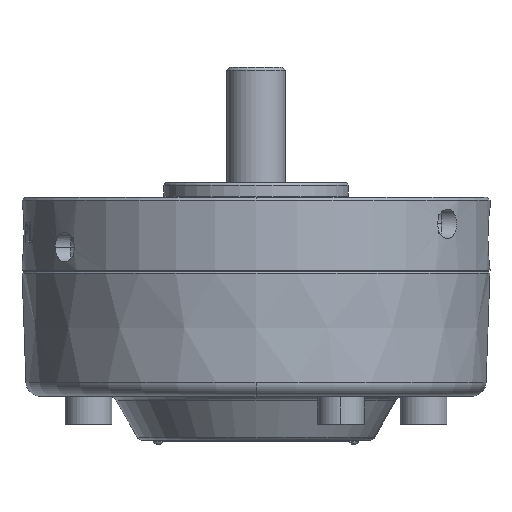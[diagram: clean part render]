
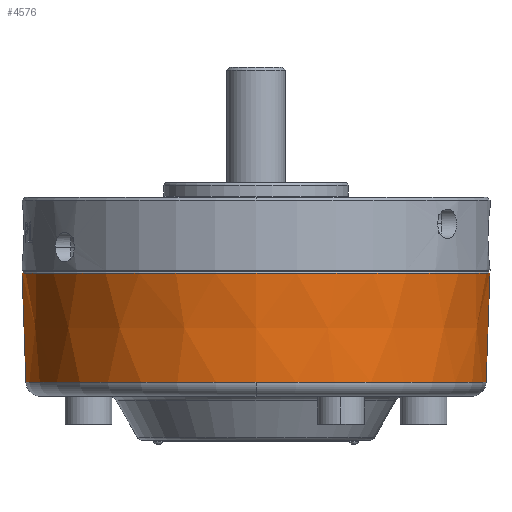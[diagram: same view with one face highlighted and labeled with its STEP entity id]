
A CAD part, front view. The second image highlights one B-rep face of the part: STEP entity #4576.
In plain terms, the highlighted conical face has half-angle 2 degrees and reference radius 79.965 mm.
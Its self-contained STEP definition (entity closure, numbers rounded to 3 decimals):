
#1162 = CARTESIAN_POINT ( 'NONE',  ( 0., 0., -68.174 ) ) ;
#1314 = CARTESIAN_POINT ( 'NONE',  ( 78.667, 0., -68.174 ) ) ;
#1773 = CIRCLE ( 'NONE', #6359, 78.667 ) ;
#2187 = CARTESIAN_POINT ( 'NONE',  ( 0., 0., -31. ) ) ;
#2978 = VERTEX_POINT ( 'NONE', #32848 ) ;
#3470 = CARTESIAN_POINT ( 'NONE',  ( -79.965, 0., -31. ) ) ;
#4039 = DIRECTION ( 'NONE',  ( 1., 0., 0. ) ) ;
#4576 = ADVANCED_FACE ( 'NONE', ( #12081 ), #26142, .T. ) ;
#5049 = EDGE_LOOP ( 'NONE', ( #34625, #19496, #28814, #21929, #32074 ) ) ;
#5442 = DIRECTION ( 'NONE',  ( 0.035, 0., 0.999 ) ) ;
#5666 = CARTESIAN_POINT ( 'NONE',  ( -78.667, 0., -68.174 ) ) ;
#6047 = CARTESIAN_POINT ( 'NONE',  ( 79.965, 0., -31. ) ) ;
#6359 = AXIS2_PLACEMENT_3D ( 'NONE', #34878, #19337, #26072 ) ;
#7197 = LINE ( 'NONE', #22740, #29370 ) ;
#9560 = EDGE_CURVE ( 'NONE', #23088, #2978, #31875, .T. ) ;
#10398 = EDGE_CURVE ( 'NONE', #25888, #16929, #31906, .T. ) ;
#12081 = FACE_OUTER_BOUND ( 'NONE', #5049, .T. ) ;
#12270 = CARTESIAN_POINT ( 'NONE',  ( 0., 0., -31. ) ) ;
#13538 = DIRECTION ( 'NONE',  ( -0.035, 0., 0.999 ) ) ;
#14273 = AXIS2_PLACEMENT_3D ( 'NONE', #1162, #25724, #4039 ) ;
#16929 = VERTEX_POINT ( 'NONE', #19088 ) ;
#19088 = CARTESIAN_POINT ( 'NONE',  ( 0., -78.667, -68.174 ) ) ;
#19337 = DIRECTION ( 'NONE',  ( 0., 0., 1. ) ) ;
#19496 = ORIENTED_EDGE ( 'NONE', *, *, #10398, .T. ) ;
#20093 = EDGE_CURVE ( 'NONE', #21573, #2978, #34073, .T. ) ;
#21573 = VERTEX_POINT ( 'NONE', #1314 ) ;
#21872 = EDGE_CURVE ( 'NONE', #25888, #23088, #7197, .T. ) ;
#21929 = ORIENTED_EDGE ( 'NONE', *, *, #20093, .T. ) ;
#22740 = CARTESIAN_POINT ( 'NONE',  ( -79.965, 0., -31. ) ) ;
#23088 = VERTEX_POINT ( 'NONE', #3470 ) ;
#23437 = EDGE_CURVE ( 'NONE', #16929, #21573, #1773, .T. ) ;
#24564 = DIRECTION ( 'NONE',  ( 0., 0., 1. ) ) ;
#25724 = DIRECTION ( 'NONE',  ( 0., 0., 1. ) ) ;
#25888 = VERTEX_POINT ( 'NONE', #5666 ) ;
#26072 = DIRECTION ( 'NONE',  ( 1., 0., 0. ) ) ;
#26142 = CONICAL_SURFACE ( 'NONE', #33316, 79.965, 0.035 ) ;
#28814 = ORIENTED_EDGE ( 'NONE', *, *, #23437, .T. ) ;
#29370 = VECTOR ( 'NONE', #13538, 1000. ) ;
#31875 = CIRCLE ( 'NONE', #39727, 79.965 ) ;
#31906 = CIRCLE ( 'NONE', #14273, 78.667 ) ;
#32074 = ORIENTED_EDGE ( 'NONE', *, *, #9560, .F. ) ;
#32848 = CARTESIAN_POINT ( 'NONE',  ( 79.965, 0., -31. ) ) ;
#33270 = DIRECTION ( 'NONE',  ( -1., 0., 0. ) ) ;
#33316 = AXIS2_PLACEMENT_3D ( 'NONE', #12270, #24564, #37455 ) ;
#34073 = LINE ( 'NONE', #6047, #39081 ) ;
#34625 = ORIENTED_EDGE ( 'NONE', *, *, #21872, .F. ) ;
#34878 = CARTESIAN_POINT ( 'NONE',  ( 0., 0., -68.174 ) ) ;
#36155 = DIRECTION ( 'NONE',  ( 0., 0., 1. ) ) ;
#37455 = DIRECTION ( 'NONE',  ( 1., 0., 0. ) ) ;
#39081 = VECTOR ( 'NONE', #5442, 1000. ) ;
#39727 = AXIS2_PLACEMENT_3D ( 'NONE', #2187, #36155, #33270 ) ;
